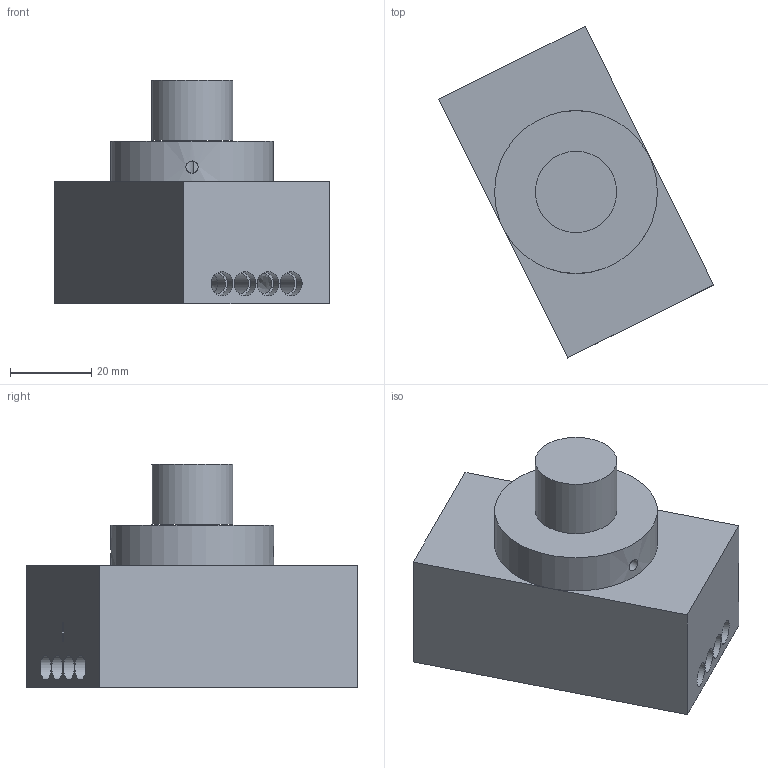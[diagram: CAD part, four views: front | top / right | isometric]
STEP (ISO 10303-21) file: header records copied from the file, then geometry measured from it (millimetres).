
FILE_DESCRIPTION(/* description */ (''),/* implementation_level */ '2;1');
FILE_NAME(/* name */ 'Input-Dial.step',/* time_stamp */ '2022-04-06T17:22:11+01:00',/* author */ (''),/* organization */ (''),/* preprocessor_version */ 'ST-DEVELOPER v18.1',/* originating_system */ 'Autodesk Translation Framework v10.13.0.1454',/* authorisation */ '');
FILE_SCHEMA (('AUTOMOTIVE_DESIGN { 1 0 10303 214 3 1 1 }'));
Length unit declared in the file: millimetre
Products named in the file (1): Dial_for individual print
Bounding box: 67.52 x 81.48 x 55 mm (x, y, z)
Volume: 90958.2 mm3; surface area: 25938.5 mm2
Topology: 4 solids, 4 shells, 119 faces, 291 edges, 192 vertices
Faces by surface type: plane 50, cylinder 37, bspline 30, sphere 2
Full cylindrical faces by diameter (mm): 3 x4, 3.4 x2, 6 x8, 8 x1, 8.6 x1, 20 x1, 40 x1
Entity records: 7909 total; most frequent: CARTESIAN_POINT 5196, ORIENTED_EDGE 580, DIRECTION 465, EDGE_CURVE 290, VERTEX_POINT 192, AXIS2_PLACEMENT_3D 170, EDGE_LOOP 156, LINE 125
